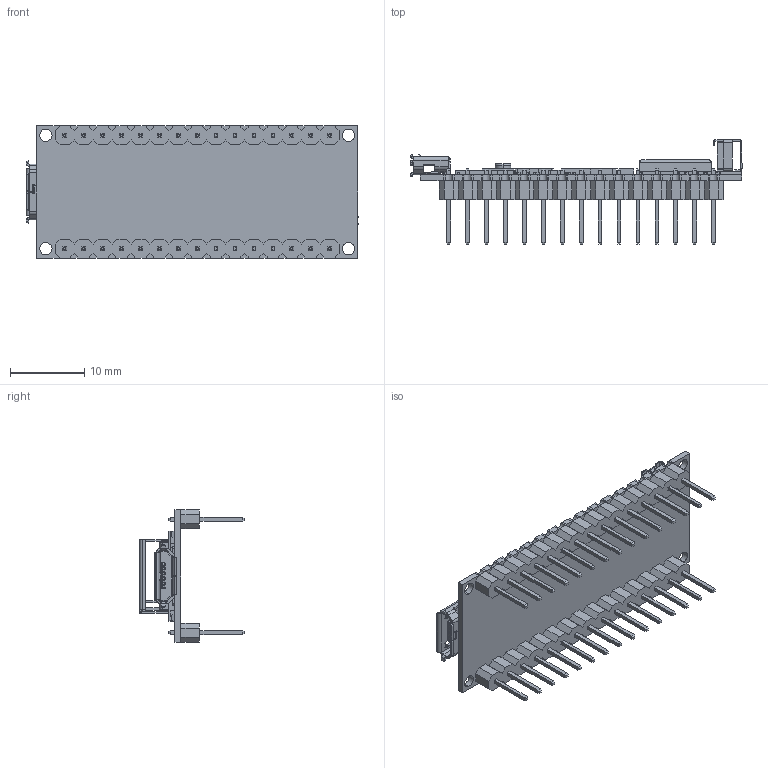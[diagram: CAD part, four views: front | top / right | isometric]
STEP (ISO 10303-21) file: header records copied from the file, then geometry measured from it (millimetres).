
FILE_DESCRIPTION (( 'STEP AP214' ), '1' );
FILE_NAME ('ABX00053.STEP', '2021-06-30T12:09:29', ( '' ), ( '' ), 'SwSTEP 2.0', 'SolidWorks 2017', '' );
FILE_SCHEMA (( 'AUTOMOTIVE_DESIGN' ));
Length unit declared in the file: millimetre
Products named in the file (1): ABX00053
Bounding box: 44.58 x 14 x 17.77 mm (x, y, z)
Volume: 1322.5 mm3; surface area: 4967.4 mm2
Topology: 236 solids, 236 shells, 2846 faces, 6623 edges, 4248 vertices
Faces by surface type: plane 2416, cylinder 402, torus 14, bspline 14
Entity records: 81978 total; most frequent: CARTESIAN_POINT 14074, ORIENTED_EDGE 13242, DIRECTION 13035, EDGE_CURVE 6621, LINE 5777, VECTOR 5777, VERTEX_POINT 4248, AXIS2_PLACEMENT_3D 3629
